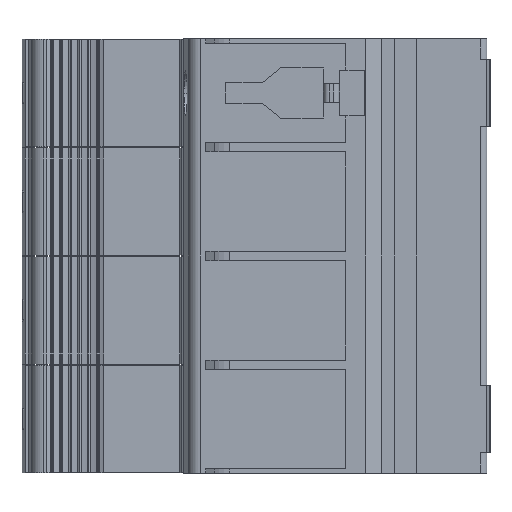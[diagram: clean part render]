
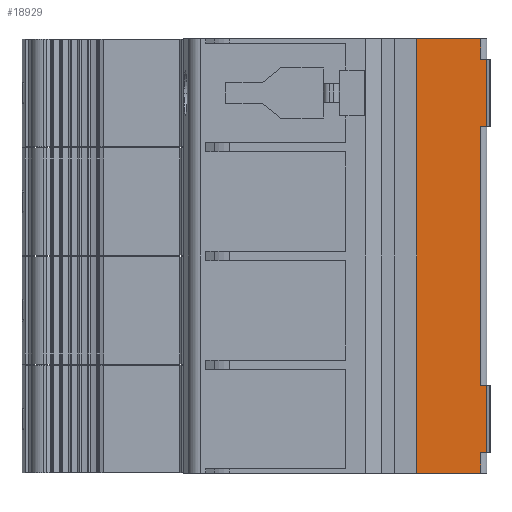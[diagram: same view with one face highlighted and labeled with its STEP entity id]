
A CAD part, front view. The second image highlights one B-rep face of the part: STEP entity #18929.
In plain terms, the highlighted planar face has unit normal (0, -1, 0).
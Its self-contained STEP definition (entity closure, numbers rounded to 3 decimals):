
#34=DIRECTION('',(1.,0.,0.));
#35=VECTOR('',#34,10.5);
#36=CARTESIAN_POINT('',(-4.7,-42.5,-8.9));
#37=LINE('',#36,#35);
#1450=DIRECTION('',(-1.,0.,0.));
#1451=VECTOR('',#1450,1.);
#1452=CARTESIAN_POINT('',(6.8,-42.5,58.9));
#1453=LINE('',#1452,#1451);
#1488=DIRECTION('',(0.,0.,1.));
#1489=VECTOR('',#1488,3.4);
#1490=CARTESIAN_POINT('',(5.8,-42.5,-8.9));
#1491=LINE('',#1490,#1489);
#1497=DIRECTION('',(0.,0.,1.));
#1498=VECTOR('',#1497,3.4);
#1499=CARTESIAN_POINT('',(5.8,-42.5,58.9));
#1500=LINE('',#1499,#1498);
#1511=DIRECTION('',(0.,0.,1.));
#1512=VECTOR('',#1511,42.4);
#1513=CARTESIAN_POINT('',(5.8,-42.5,5.5));
#1514=LINE('',#1513,#1512);
#1515=DIRECTION('',(-1.,0.,0.));
#1516=VECTOR('',#1515,1.);
#1517=CARTESIAN_POINT('',(6.8,-42.5,-5.5));
#1518=LINE('',#1517,#1516);
#1552=DIRECTION('',(0.,0.,-1.));
#1553=VECTOR('',#1552,11.);
#1554=CARTESIAN_POINT('',(6.8,-42.5,58.9));
#1555=LINE('',#1554,#1553);
#1556=DIRECTION('',(0.,0.,-1.));
#1557=VECTOR('',#1556,11.);
#1558=CARTESIAN_POINT('',(6.8,-42.5,5.5));
#1559=LINE('',#1558,#1557);
#1560=DIRECTION('',(0.,0.,1.));
#1561=VECTOR('',#1560,71.2);
#1562=CARTESIAN_POINT('',(-4.7,-42.5,-8.9));
#1563=LINE('',#1562,#1561);
#1576=DIRECTION('',(-1.,0.,0.));
#1577=VECTOR('',#1576,1.);
#1578=CARTESIAN_POINT('',(6.8,-42.5,47.9));
#1579=LINE('',#1578,#1577);
#1998=DIRECTION('',(1.,0.,0.));
#1999=VECTOR('',#1998,10.5);
#2000=CARTESIAN_POINT('',(-4.7,-42.5,62.3));
#2001=LINE('',#2000,#1999);
#13060=DIRECTION('',(-1.,0.,0.));
#13061=VECTOR('',#13060,1.);
#13062=CARTESIAN_POINT('',(6.8,-42.5,5.5));
#13063=LINE('',#13062,#13061);
#13191=CARTESIAN_POINT('',(-4.7,-42.5,-8.9));
#13192=VERTEX_POINT('',#13191);
#13193=CARTESIAN_POINT('',(5.8,-42.5,-8.9));
#13194=VERTEX_POINT('',#13193);
#14267=CARTESIAN_POINT('',(-4.7,-42.5,62.3));
#14268=VERTEX_POINT('',#14267);
#14269=CARTESIAN_POINT('',(5.8,-42.5,62.3));
#14270=VERTEX_POINT('',#14269);
#14975=CARTESIAN_POINT('',(6.8,-42.5,5.5));
#14976=CARTESIAN_POINT('',(6.8,-42.5,-5.5));
#14977=VERTEX_POINT('',#14975);
#14978=VERTEX_POINT('',#14976);
#14983=CARTESIAN_POINT('',(5.8,-42.5,5.5));
#14985=VERTEX_POINT('',#14983);
#14987=CARTESIAN_POINT('',(5.8,-42.5,-5.5));
#14989=VERTEX_POINT('',#14987);
#15039=CARTESIAN_POINT('',(6.8,-42.5,58.9));
#15040=CARTESIAN_POINT('',(6.8,-42.5,47.9));
#15041=VERTEX_POINT('',#15039);
#15042=VERTEX_POINT('',#15040);
#15047=CARTESIAN_POINT('',(5.8,-42.5,58.9));
#15049=VERTEX_POINT('',#15047);
#15051=CARTESIAN_POINT('',(5.8,-42.5,47.9));
#15053=VERTEX_POINT('',#15051);
#18904=CARTESIAN_POINT('',(-4.7,-42.5,-8.9));
#18905=DIRECTION('',(0.,-1.,0.));
#18906=DIRECTION('',(1.,0.,0.));
#18907=AXIS2_PLACEMENT_3D('',#18904,#18905,#18906);
#18908=PLANE('',#18907);
#18909=ORIENTED_EDGE('',*,*,#18833,.F.);
#18910=ORIENTED_EDGE('',*,*,#18774,.F.);
#18912=ORIENTED_EDGE('',*,*,#18911,.T.);
#18914=ORIENTED_EDGE('',*,*,#18913,.T.);
#18915=ORIENTED_EDGE('',*,*,#18853,.F.);
#18917=ORIENTED_EDGE('',*,*,#18916,.F.);
#18919=ORIENTED_EDGE('',*,*,#18918,.T.);
#18920=ORIENTED_EDGE('',*,*,#18864,.T.);
#18921=ORIENTED_EDGE('',*,*,#18822,.F.);
#18922=ORIENTED_EDGE('',*,*,#17226,.F.);
#18924=ORIENTED_EDGE('',*,*,#18923,.T.);
#18926=ORIENTED_EDGE('',*,*,#18925,.T.);
#18927=EDGE_LOOP('',(#18909,#18910,#18912,#18914,#18915,#18917,#18919,#18920,
#18921,#18922,#18924,#18926));
#18928=FACE_OUTER_BOUND('',#18927,.F.);
#18929=ADVANCED_FACE('',(#18928),#18908,.T.);
#17226=EDGE_CURVE('',#13192,#13194,#37,.T.);
#18774=EDGE_CURVE('',#15041,#15049,#1453,.T.);
#18822=EDGE_CURVE('',#13194,#14989,#1491,.T.);
#18833=EDGE_CURVE('',#15049,#14270,#1500,.T.);
#18853=EDGE_CURVE('',#14985,#15053,#1514,.T.);
#18864=EDGE_CURVE('',#14978,#14989,#1518,.T.);
#18911=EDGE_CURVE('',#15041,#15042,#1555,.T.);
#18913=EDGE_CURVE('',#15042,#15053,#1579,.T.);
#18916=EDGE_CURVE('',#14977,#14985,#13063,.T.);
#18918=EDGE_CURVE('',#14977,#14978,#1559,.T.);
#18923=EDGE_CURVE('',#13192,#14268,#1563,.T.);
#18925=EDGE_CURVE('',#14268,#14270,#2001,.T.);
